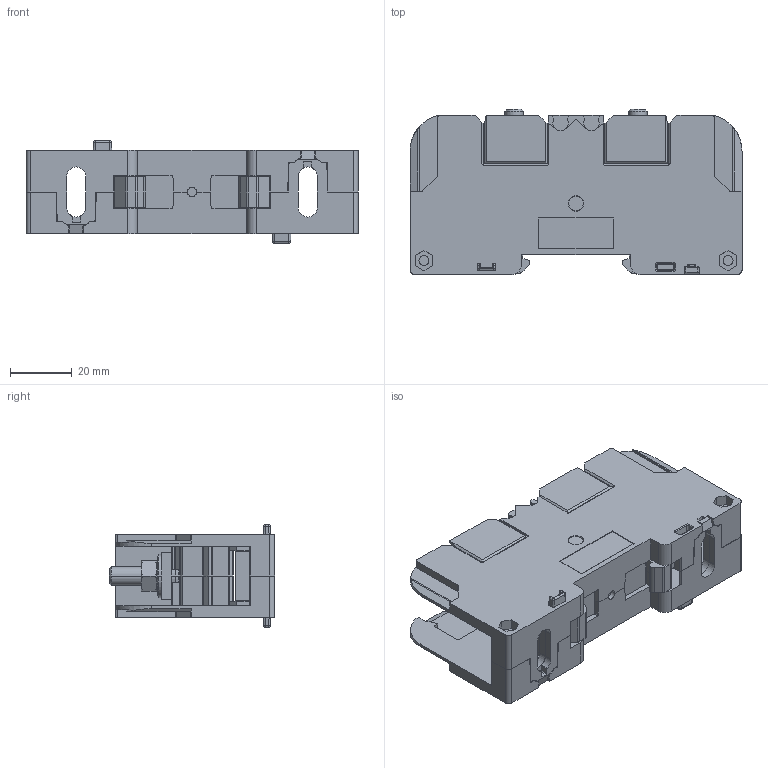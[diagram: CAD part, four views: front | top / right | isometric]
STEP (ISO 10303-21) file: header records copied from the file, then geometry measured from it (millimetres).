
FILE_DESCRIPTION(/* description */ (''),/* implementation_level */ '2;1');
FILE_NAME(/* name */ '17170_HSKG_35_M6_B_B.stp',/* time_stamp */ '2021-12-18T09:58:10+01:00',/* author */ (''),/* organization */ (''),/* preprocessor_version */ 'ST-DEVELOPER v16.7',/* originating_system */ 'SIEMENS PLM Software NX 12.0',/* authorisation */ '');
FILE_SCHEMA (('AUTOMOTIVE_DESIGN { 1 0 10303 214 3 1 1 1 }'));
Products named in the file (1): 17170_HSKG_35_M6_B_B
Bounding box: 107.5 x 53.5 x 33.4 mm (x, y, z)
Volume: 77321.2 mm3; surface area: 42028.6 mm2
Topology: 10 solids, 10 shells, 2008 faces, 5571 edges, 3601 vertices
Faces by surface type: plane 1148, cylinder 612, cone 132, bspline 60, torus 36, sphere 20
Entity records: 84631 total; most frequent: CARTESIAN_POINT 19817, ORIENTED_EDGE 11168, DIRECTION 10172, EDGE_CURVE 5584, VERTEX_POINT 3614, LINE 3466, VECTOR 3466, AXIS2_PLACEMENT_3D 3353
